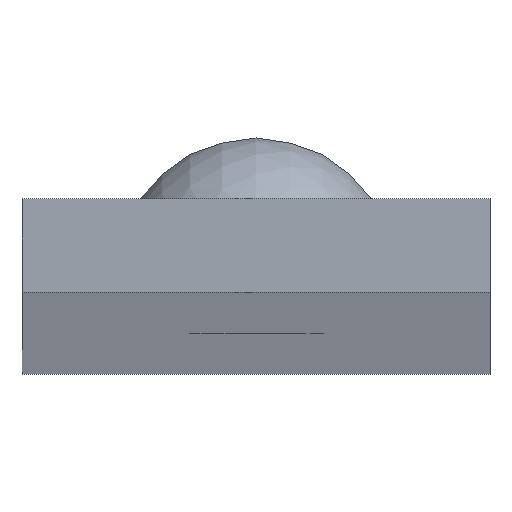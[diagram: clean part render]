
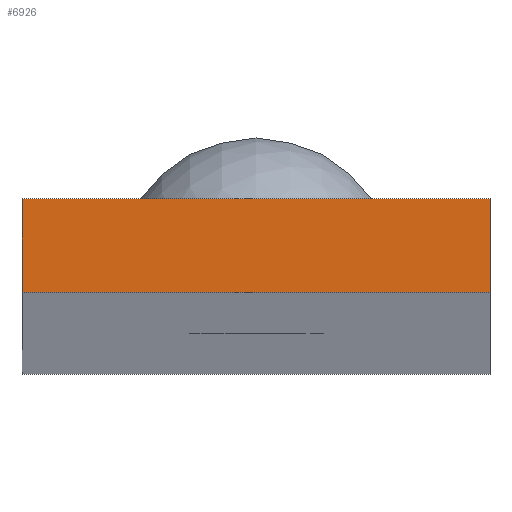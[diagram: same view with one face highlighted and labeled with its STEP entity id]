
A CAD part, top view. The second image highlights one B-rep face of the part: STEP entity #6926.
In plain terms, the highlighted planar face has unit normal (0, 0, 1).
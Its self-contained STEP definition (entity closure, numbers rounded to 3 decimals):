
#161 = DIRECTION ( 'NONE',  ( -1., 0., 0. ) ) ;
#577 = ORIENTED_EDGE ( 'NONE', *, *, #1124, .T. ) ;
#1086 = EDGE_CURVE ( 'NONE', #9909, #5861, #12076, .T. ) ;
#1124 = EDGE_CURVE ( 'NONE', #5869, #4942, #2179, .T. ) ;
#1454 = DIRECTION ( 'NONE',  ( 1., 0., 0. ) ) ;
#2124 = CARTESIAN_POINT ( 'NONE',  ( 15., 0., 1500. ) ) ;
#2179 = LINE ( 'NONE', #5398, #11476 ) ;
#2233 = FACE_OUTER_BOUND ( 'NONE', #5714, .T. ) ;
#2273 = ORIENTED_EDGE ( 'NONE', *, *, #1086, .T. ) ;
#2283 = ORIENTED_EDGE ( 'NONE', *, *, #2663, .T. ) ;
#2663 = EDGE_CURVE ( 'NONE', #4942, #9909, #3466, .T. ) ;
#3112 = EDGE_CURVE ( 'NONE', #5861, #5869, #11834, .T. ) ;
#3119 = VECTOR ( 'NONE', #6813, 1000. ) ;
#3466 = LINE ( 'NONE', #7438, #9975 ) ;
#3485 = DIRECTION ( 'NONE',  ( 0., -1., 0. ) ) ;
#3800 = CARTESIAN_POINT ( 'NONE',  ( 15., 0., 1500. ) ) ;
#4253 = CARTESIAN_POINT ( 'NONE',  ( 15., 6., 1500. ) ) ;
#4942 = VERTEX_POINT ( 'NONE', #9889 ) ;
#5005 = VECTOR ( 'NONE', #161, 1000. ) ;
#5037 = CARTESIAN_POINT ( 'NONE',  ( -15., 6., 1500. ) ) ;
#5398 = CARTESIAN_POINT ( 'NONE',  ( -15., 6., 1500. ) ) ;
#5714 = EDGE_LOOP ( 'NONE', ( #577, #2283, #2273, #5945 ) ) ;
#5861 = VERTEX_POINT ( 'NONE', #11444 ) ;
#5869 = VERTEX_POINT ( 'NONE', #5037 ) ;
#5890 = CARTESIAN_POINT ( 'NONE',  ( 0., 0., 1500. ) ) ;
#5945 = ORIENTED_EDGE ( 'NONE', *, *, #3112, .T. ) ;
#6813 = DIRECTION ( 'NONE',  ( 0., 1., 0. ) ) ;
#6926 = ADVANCED_FACE ( 'NONE', ( #2233 ), #10819, .T. ) ;
#7438 = CARTESIAN_POINT ( 'NONE',  ( -15., 0., 1500. ) ) ;
#7865 = DIRECTION ( 'NONE',  ( 1., 0., 0. ) ) ;
#9889 = CARTESIAN_POINT ( 'NONE',  ( -15., 0., 1500. ) ) ;
#9909 = VERTEX_POINT ( 'NONE', #2124 ) ;
#9975 = VECTOR ( 'NONE', #1454, 1000. ) ;
#10819 = PLANE ( 'NONE',  #11083 ) ;
#11083 = AXIS2_PLACEMENT_3D ( 'NONE', #5890, #11763, #7865 ) ;
#11444 = CARTESIAN_POINT ( 'NONE',  ( 15., 6., 1500. ) ) ;
#11476 = VECTOR ( 'NONE', #3485, 1000. ) ;
#11763 = DIRECTION ( 'NONE',  ( 0., 0., 1. ) ) ;
#11834 = LINE ( 'NONE', #4253, #5005 ) ;
#12076 = LINE ( 'NONE', #3800, #3119 ) ;
